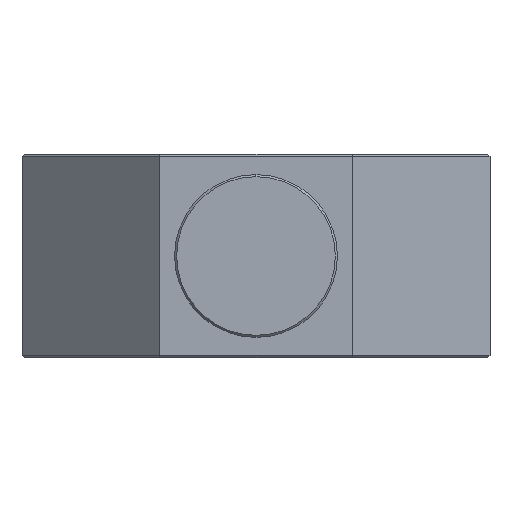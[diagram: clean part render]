
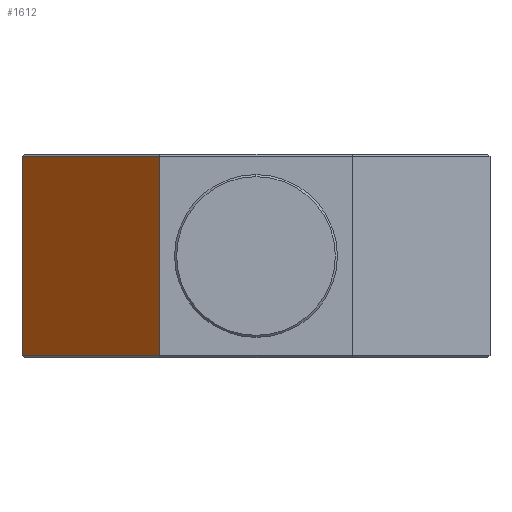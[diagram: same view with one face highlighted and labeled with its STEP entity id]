
A CAD part, left-side view. The second image highlights one B-rep face of the part: STEP entity #1612.
In plain terms, the highlighted planar face has unit normal (-0.707, 0.707, 0).
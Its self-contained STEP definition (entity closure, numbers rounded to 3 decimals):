
#106 = VECTOR ( 'NONE', #1395, 1000. ) ;
#110 = VECTOR ( 'NONE', #1200, 1000. ) ;
#124 = EDGE_CURVE ( 'NONE', #261, #608, #1744, .T. ) ;
#170 = PLANE ( 'NONE',  #1924 ) ;
#195 = ORIENTED_EDGE ( 'NONE', *, *, #124, .T. ) ;
#198 = CARTESIAN_POINT ( 'NONE',  ( -57.5, 23.817, 25. ) ) ;
#261 = VERTEX_POINT ( 'NONE', #1808 ) ;
#442 = EDGE_CURVE ( 'NONE', #1368, #1846, #1988, .T. ) ;
#491 = CARTESIAN_POINT ( 'NONE',  ( -23.817, 57.5, 25. ) ) ;
#534 = ORIENTED_EDGE ( 'NONE', *, *, #442, .T. ) ;
#608 = VERTEX_POINT ( 'NONE', #1152 ) ;
#651 = FACE_OUTER_BOUND ( 'NONE', #1861, .T. ) ;
#705 = DIRECTION ( 'NONE',  ( 0., 0., -1. ) ) ;
#758 = CARTESIAN_POINT ( 'NONE',  ( -57.5, 23.817, -24.5 ) ) ;
#840 = DIRECTION ( 'NONE',  ( 0.707, -0.707, 0. ) ) ;
#1065 = VECTOR ( 'NONE', #705, 1000. ) ;
#1144 = EDGE_CURVE ( 'NONE', #608, #1368, #1712, .T. ) ;
#1152 = CARTESIAN_POINT ( 'NONE',  ( -23.817, 57.5, 24.5 ) ) ;
#1160 = LINE ( 'NONE', #198, #1552 ) ;
#1164 = DIRECTION ( 'NONE',  ( 0.707, 0.707, 0. ) ) ;
#1200 = DIRECTION ( 'NONE',  ( -0.707, -0.707, 0. ) ) ;
#1324 = EDGE_CURVE ( 'NONE', #261, #1846, #1160, .T. ) ;
#1346 = ORIENTED_EDGE ( 'NONE', *, *, #1324, .F. ) ;
#1368 = VERTEX_POINT ( 'NONE', #1972 ) ;
#1395 = DIRECTION ( 'NONE',  ( 0.707, 0.707, 0. ) ) ;
#1431 = ORIENTED_EDGE ( 'NONE', *, *, #1144, .T. ) ;
#1552 = VECTOR ( 'NONE', #1624, 1000. ) ;
#1612 = ADVANCED_FACE ( 'NONE', ( #651 ), #170, .F. ) ;
#1624 = DIRECTION ( 'NONE',  ( 0., 0., -1. ) ) ;
#1712 = LINE ( 'NONE', #2023, #1065 ) ;
#1744 = LINE ( 'NONE', #1759, #106 ) ;
#1759 = CARTESIAN_POINT ( 'NONE',  ( -23.817, 57.5, 24.5 ) ) ;
#1808 = CARTESIAN_POINT ( 'NONE',  ( -57.5, 23.817, 24.5 ) ) ;
#1832 = CARTESIAN_POINT ( 'NONE',  ( -23.817, 57.5, -24.5 ) ) ;
#1846 = VERTEX_POINT ( 'NONE', #758 ) ;
#1861 = EDGE_LOOP ( 'NONE', ( #1431, #534, #1346, #195 ) ) ;
#1924 = AXIS2_PLACEMENT_3D ( 'NONE', #491, #840, #1164 ) ;
#1972 = CARTESIAN_POINT ( 'NONE',  ( -23.817, 57.5, -24.5 ) ) ;
#1988 = LINE ( 'NONE', #1832, #110 ) ;
#2023 = CARTESIAN_POINT ( 'NONE',  ( -23.817, 57.5, 25. ) ) ;
